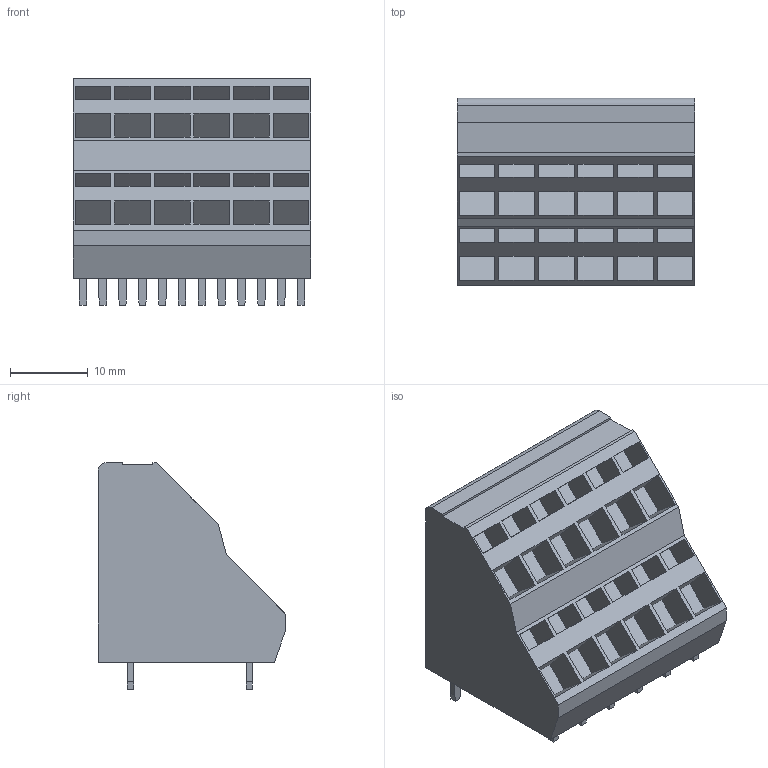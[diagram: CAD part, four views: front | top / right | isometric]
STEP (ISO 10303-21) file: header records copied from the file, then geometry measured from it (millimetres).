
FILE_DESCRIPTION(('CATIA V5 STEP Exchange','CAx-IF Rec.Pracs.--- Model Styling and Organization---1.2---2011-12-15'),'2;1');
FILE_NAME ('D1455653_0_1764850000_1764850000.stp','2018-09-07T09:37:30+00:00',('none'),('Weidmueller'),'CATIA Version 5-6 Release 2014','CATIA V5 STEP AP214','none');
FILE_SCHEMA(('AUTOMOTIVE_DESIGN { 1 0 10303 214 1 1 1 1 }'));
Length unit declared in the file: millimetre
Products named in the file (1): 1764850000
Bounding box: 30.48 x 24.05 x 29.1 mm (x, y, z)
Volume: 12346.6 mm3; surface area: 5222.7 mm2
Topology: 13 solids, 13 shells, 231 faces, 591 edges, 410 vertices
Faces by surface type: plane 230, cylinder 1
Entity records: 6314 total; most frequent: ORIENTED_EDGE 1182, CARTESIAN_POINT 1125, DIRECTION 801, EDGE_CURVE 591, VECTOR 577, LINE 577, VERTEX_POINT 410, EDGE_LOOP 255
